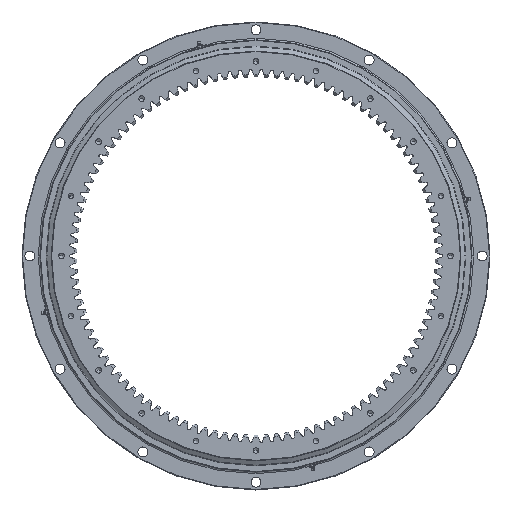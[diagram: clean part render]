
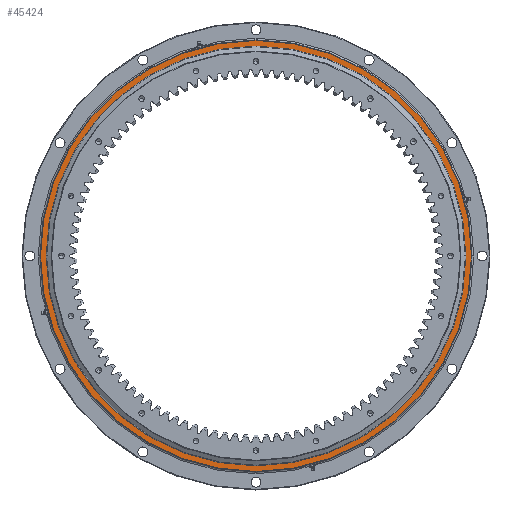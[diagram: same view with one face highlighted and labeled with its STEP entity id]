
A CAD part, top view. The second image highlights one B-rep face of the part: STEP entity #45424.
In plain terms, the highlighted face is planar.
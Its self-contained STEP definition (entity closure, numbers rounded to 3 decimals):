
#389 = DIRECTION ( 'NONE',  ( 1., 0., 0. ) ) ;
#2188 = CARTESIAN_POINT ( 'NONE',  ( 390.5, 0., -18. ) ) ;
#3669 = CARTESIAN_POINT ( 'NONE',  ( -391.5, 0., -18. ) ) ;
#4652 = EDGE_LOOP ( 'NONE', ( #46057, #23898 ) ) ;
#6177 = FACE_BOUND ( 'NONE', #4652, .T. ) ;
#6239 = FACE_OUTER_BOUND ( 'NONE', #29732, .T. ) ;
#9552 = VERTEX_POINT ( 'NONE', #39914 ) ;
#9597 = EDGE_CURVE ( 'NONE', #33439, #23374, #33564, .T. ) ;
#10648 = DIRECTION ( 'NONE',  ( 1., 0., 0. ) ) ;
#12226 = AXIS2_PLACEMENT_3D ( 'NONE', #32519, #36057, #32876 ) ;
#13056 = AXIS2_PLACEMENT_3D ( 'NONE', #3669, #26257, #49343 ) ;
#16272 = CARTESIAN_POINT ( 'NONE',  ( -390.5, 0., -18. ) ) ;
#18349 = EDGE_CURVE ( 'NONE', #37371, #9552, #23689, .T. ) ;
#23374 = VERTEX_POINT ( 'NONE', #2188 ) ;
#23689 = CIRCLE ( 'NONE', #27950, 373.75 ) ;
#23898 = ORIENTED_EDGE ( 'NONE', *, *, #18349, .T. ) ;
#24482 = DIRECTION ( 'NONE',  ( 0., 0., 1. ) ) ;
#25980 = ORIENTED_EDGE ( 'NONE', *, *, #9597, .T. ) ;
#26257 = DIRECTION ( 'NONE',  ( 0., 0., 1. ) ) ;
#27242 = ORIENTED_EDGE ( 'NONE', *, *, #47003, .T. ) ;
#27950 = AXIS2_PLACEMENT_3D ( 'NONE', #46560, #30658, #389 ) ;
#28675 = CARTESIAN_POINT ( 'NONE',  ( 0., 0., -18. ) ) ;
#28848 = DIRECTION ( 'NONE',  ( 1., 0., 0. ) ) ;
#29732 = EDGE_LOOP ( 'NONE', ( #27242, #25980 ) ) ;
#29811 = DIRECTION ( 'NONE',  ( 0., 0., -1. ) ) ;
#30658 = DIRECTION ( 'NONE',  ( 0., 0., 1. ) ) ;
#31426 = CIRCLE ( 'NONE', #35950, 390.5 ) ;
#32519 = CARTESIAN_POINT ( 'NONE',  ( 0., 0., -18. ) ) ;
#32876 = DIRECTION ( 'NONE',  ( 1., 0., 0. ) ) ;
#33439 = VERTEX_POINT ( 'NONE', #16272 ) ;
#33564 = CIRCLE ( 'NONE', #12226, 390.5 ) ;
#35950 = AXIS2_PLACEMENT_3D ( 'NONE', #45525, #29811, #10648 ) ;
#36057 = DIRECTION ( 'NONE',  ( 0., 0., -1. ) ) ;
#37371 = VERTEX_POINT ( 'NONE', #44041 ) ;
#39914 = CARTESIAN_POINT ( 'NONE',  ( -373.75, 0., -18. ) ) ;
#40740 = AXIS2_PLACEMENT_3D ( 'NONE', #28675, #24482, #28848 ) ;
#42515 = EDGE_CURVE ( 'NONE', #9552, #37371, #43050, .T. ) ;
#43050 = CIRCLE ( 'NONE', #40740, 373.75 ) ;
#44041 = CARTESIAN_POINT ( 'NONE',  ( 373.75, 0., -18. ) ) ;
#45424 = ADVANCED_FACE ( 'NONE', ( #6177, #6239 ), #49175, .F. ) ;
#45525 = CARTESIAN_POINT ( 'NONE',  ( 0., 0., -18. ) ) ;
#46057 = ORIENTED_EDGE ( 'NONE', *, *, #42515, .T. ) ;
#46560 = CARTESIAN_POINT ( 'NONE',  ( 0., 0., -18. ) ) ;
#47003 = EDGE_CURVE ( 'NONE', #23374, #33439, #31426, .T. ) ;
#49175 = PLANE ( 'NONE',  #13056 ) ;
#49343 = DIRECTION ( 'NONE',  ( 1., 0., 0. ) ) ;
